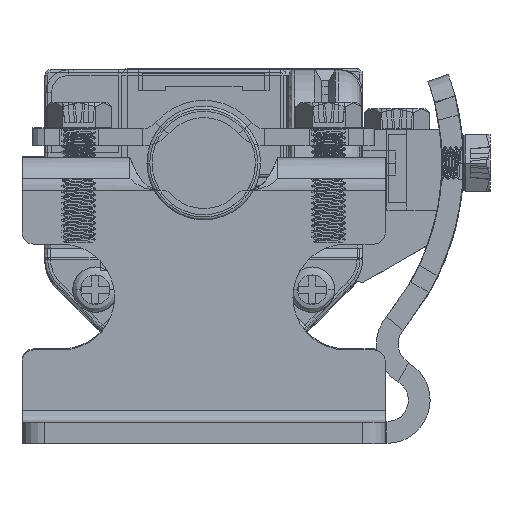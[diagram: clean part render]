
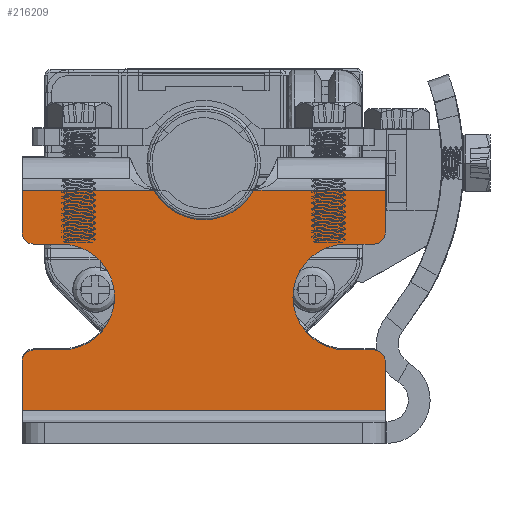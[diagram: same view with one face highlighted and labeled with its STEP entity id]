
A CAD part, front view. The second image highlights one B-rep face of the part: STEP entity #216209.
In plain terms, the highlighted planar face has unit normal (0, -1, 0).
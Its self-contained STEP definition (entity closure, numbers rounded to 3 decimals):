
#205667=CARTESIAN_POINT('',(-3.666,-1.9,21.3));
#205668=DIRECTION('',(0.,-1.,0.));
#205669=DIRECTION('',(0.733,0.,0.68));
#205670=AXIS2_PLACEMENT_3D('',#205667,#205668,#205669);
#205672=CARTESIAN_POINT('',(0.,-1.9,24.7));
#205673=DIRECTION('',(0.,1.,0.));
#205674=DIRECTION('',(0.733,0.,-0.68));
#205675=AXIS2_PLACEMENT_3D('',#205672,#205673,#205674);
#205677=CARTESIAN_POINT('',(3.666,-1.9,21.3));
#205678=DIRECTION('',(0.,-1.,0.));
#205679=DIRECTION('',(0.,0.,1.));
#205680=AXIS2_PLACEMENT_3D('',#205677,#205678,#205679);
#205682=DIRECTION('',(-1.,0.,0.));
#205683=VECTOR('',#205682,0.313);
#205684=CARTESIAN_POINT('',(3.979,-1.9,22.3));
#205685=LINE('',#205684,#205683);
#205686=CARTESIAN_POINT('',(15.,-1.9,18.55));
#205687=DIRECTION('',(0.,-1.,0.));
#205688=DIRECTION('',(0.,0.,-1.));
#205689=AXIS2_PLACEMENT_3D('',#205686,#205687,#205688);
#205691=DIRECTION('',(-1.,0.,0.));
#205692=VECTOR('',#205691,2.5);
#205693=CARTESIAN_POINT('',(15.,-1.9,17.55));
#205694=LINE('',#205693,#205692);
#205695=CARTESIAN_POINT('',(12.5,-1.9,12.9));
#205696=DIRECTION('',(0.,-1.,0.));
#205697=DIRECTION('',(0.,0.,1.));
#205698=AXIS2_PLACEMENT_3D('',#205695,#205696,#205697);
#205700=DIRECTION('',(-1.,0.,0.));
#205701=VECTOR('',#205700,2.5);
#205702=CARTESIAN_POINT('',(15.,-1.9,8.25));
#205703=LINE('',#205702,#205701);
#205704=CARTESIAN_POINT('',(15.,-1.9,7.25));
#205705=DIRECTION('',(0.,-1.,0.));
#205706=DIRECTION('',(1.,0.,0.));
#205707=AXIS2_PLACEMENT_3D('',#205704,#205705,#205706);
#205709=DIRECTION('',(1.,0.,0.));
#205710=VECTOR('',#205709,32.);
#205711=CARTESIAN_POINT('',(-16.,-1.9,2.9));
#205712=LINE('',#205711,#205710);
#205713=CARTESIAN_POINT('',(-15.,-1.9,7.25));
#205714=DIRECTION('',(0.,-1.,0.));
#205715=DIRECTION('',(0.,0.,1.));
#205716=AXIS2_PLACEMENT_3D('',#205713,#205714,#205715);
#205718=DIRECTION('',(1.,0.,0.));
#205719=VECTOR('',#205718,2.5);
#205720=CARTESIAN_POINT('',(-15.,-1.9,8.25));
#205721=LINE('',#205720,#205719);
#205722=CARTESIAN_POINT('',(-12.5,-1.9,12.9));
#205723=DIRECTION('',(0.,-1.,0.));
#205724=DIRECTION('',(0.,0.,-1.));
#205725=AXIS2_PLACEMENT_3D('',#205722,#205723,#205724);
#205727=DIRECTION('',(1.,0.,0.));
#205728=VECTOR('',#205727,2.5);
#205729=CARTESIAN_POINT('',(-15.,-1.9,17.55));
#205730=LINE('',#205729,#205728);
#205731=CARTESIAN_POINT('',(-15.,-1.9,18.55));
#205732=DIRECTION('',(0.,-1.,0.));
#205733=DIRECTION('',(-1.,0.,0.));
#205734=AXIS2_PLACEMENT_3D('',#205731,#205732,#205733);
#205736=DIRECTION('',(-1.,0.,0.));
#205737=VECTOR('',#205736,0.313);
#205738=CARTESIAN_POINT('',(-3.666,-1.9,22.3));
#205739=LINE('',#205738,#205737);
#205995=CARTESIAN_POINT('',(-3.979,-1.9,22.3));
#205997=DIRECTION('',(1.,0.,0.));
#205998=VECTOR('',#205997,12.021);
#205999=CARTESIAN_POINT('',(-16.,-1.9,22.3));
#206000=LINE('',#205999,#205998);
#206497=CARTESIAN_POINT('',(3.979,-1.9,22.3));
#206521=DIRECTION('',(1.,0.,0.));
#206522=VECTOR('',#206521,12.021);
#206523=CARTESIAN_POINT('',(3.979,-1.9,22.3));
#206524=LINE('',#206523,#206522);
#206545=DIRECTION('',(0.,0.,1.));
#206546=VECTOR('',#206545,3.75);
#206547=CARTESIAN_POINT('',(16.,-1.9,18.55));
#206548=LINE('',#206547,#206546);
#206581=DIRECTION('',(0.,0.,1.));
#206582=VECTOR('',#206581,4.35);
#206583=CARTESIAN_POINT('',(16.,-1.9,2.9));
#206584=LINE('',#206583,#206582);
#212622=DIRECTION('',(0.,0.,1.));
#212623=VECTOR('',#212622,3.75);
#212624=CARTESIAN_POINT('',(-16.,-1.9,18.55));
#212625=LINE('',#212624,#212623);
#212646=DIRECTION('',(0.,0.,1.));
#212647=VECTOR('',#212646,4.35);
#212648=CARTESIAN_POINT('',(-16.,-1.9,2.9));
#212649=LINE('',#212648,#212647);
#215195=CARTESIAN_POINT('',(12.5,-1.9,17.55));
#215196=CARTESIAN_POINT('',(12.5,-1.9,8.25));
#215197=VERTEX_POINT('',#215195);
#215198=VERTEX_POINT('',#215196);
#215199=CARTESIAN_POINT('',(-12.5,-1.9,8.25));
#215200=CARTESIAN_POINT('',(-12.5,-1.9,17.55));
#215201=VERTEX_POINT('',#215199);
#215202=VERTEX_POINT('',#215200);
#215227=CARTESIAN_POINT('',(16.,-1.9,7.25));
#215228=VERTEX_POINT('',#215227);
#215229=CARTESIAN_POINT('',(15.,-1.9,8.25));
#215230=VERTEX_POINT('',#215229);
#215235=CARTESIAN_POINT('',(15.,-1.9,17.55));
#215236=VERTEX_POINT('',#215235);
#215237=CARTESIAN_POINT('',(16.,-1.9,18.55));
#215238=VERTEX_POINT('',#215237);
#215243=CARTESIAN_POINT('',(-16.,-1.9,18.55));
#215244=VERTEX_POINT('',#215243);
#215245=CARTESIAN_POINT('',(-15.,-1.9,17.55));
#215246=VERTEX_POINT('',#215245);
#215251=CARTESIAN_POINT('',(-15.,-1.9,8.25));
#215252=VERTEX_POINT('',#215251);
#215253=CARTESIAN_POINT('',(-16.,-1.9,7.25));
#215254=VERTEX_POINT('',#215253);
#215263=CARTESIAN_POINT('',(-16.,-1.9,2.9));
#215264=VERTEX_POINT('',#215263);
#215265=CARTESIAN_POINT('',(-16.,-1.9,22.3));
#215266=VERTEX_POINT('',#215265);
#215267=CARTESIAN_POINT('',(16.,-1.9,2.9));
#215268=VERTEX_POINT('',#215267);
#215269=CARTESIAN_POINT('',(16.,-1.9,22.3));
#215270=VERTEX_POINT('',#215269);
#215361=VERTEX_POINT('',#205995);
#215362=VERTEX_POINT('',#206497);
#215371=CARTESIAN_POINT('',(-2.933,-1.9,21.98));
#215372=VERTEX_POINT('',#215371);
#215373=CARTESIAN_POINT('',(-3.666,-1.9,22.3));
#215374=VERTEX_POINT('',#215373);
#215379=CARTESIAN_POINT('',(3.666,-1.9,22.3));
#215380=VERTEX_POINT('',#215379);
#215381=CARTESIAN_POINT('',(2.933,-1.9,21.98));
#215382=VERTEX_POINT('',#215381);
#216159=CARTESIAN_POINT('',(-16.,-1.9,2.9));
#216160=DIRECTION('',(0.,1.,0.));
#216161=DIRECTION('',(0.,0.,1.));
#216162=AXIS2_PLACEMENT_3D('',#216159,#216160,#216161);
#216163=PLANE('',#216162);
#216165=ORIENTED_EDGE('',*,*,#216164,.F.);
#216167=ORIENTED_EDGE('',*,*,#216166,.F.);
#216169=ORIENTED_EDGE('',*,*,#216168,.F.);
#216171=ORIENTED_EDGE('',*,*,#216170,.F.);
#216173=ORIENTED_EDGE('',*,*,#216172,.T.);
#216175=ORIENTED_EDGE('',*,*,#216174,.F.);
#216177=ORIENTED_EDGE('',*,*,#216176,.F.);
#216179=ORIENTED_EDGE('',*,*,#216178,.T.);
#216181=ORIENTED_EDGE('',*,*,#216180,.T.);
#216183=ORIENTED_EDGE('',*,*,#216182,.F.);
#216185=ORIENTED_EDGE('',*,*,#216184,.F.);
#216187=ORIENTED_EDGE('',*,*,#216186,.F.);
#216188=ORIENTED_EDGE('',*,*,#216152,.F.);
#216190=ORIENTED_EDGE('',*,*,#216189,.T.);
#216192=ORIENTED_EDGE('',*,*,#216191,.F.);
#216194=ORIENTED_EDGE('',*,*,#216193,.T.);
#216196=ORIENTED_EDGE('',*,*,#216195,.T.);
#216198=ORIENTED_EDGE('',*,*,#216197,.F.);
#216200=ORIENTED_EDGE('',*,*,#216199,.F.);
#216202=ORIENTED_EDGE('',*,*,#216201,.T.);
#216204=ORIENTED_EDGE('',*,*,#216203,.T.);
#216206=ORIENTED_EDGE('',*,*,#216205,.F.);
#216207=EDGE_LOOP('',(#216165,#216167,#216169,#216171,#216173,#216175,#216177,
#216179,#216181,#216183,#216185,#216187,#216188,#216190,#216192,#216194,#216196,
#216198,#216200,#216202,#216204,#216206));
#216208=FACE_OUTER_BOUND('',#216207,.F.);
#216209=ADVANCED_FACE('',(#216208),#216163,.F.);
#205671=CIRCLE('',#205670,1.);
#205676=CIRCLE('',#205675,4.);
#205681=CIRCLE('',#205680,1.);
#205690=CIRCLE('',#205689,1.);
#205699=CIRCLE('',#205698,4.65);
#205708=CIRCLE('',#205707,1.);
#205717=CIRCLE('',#205716,1.);
#205726=CIRCLE('',#205725,4.65);
#205735=CIRCLE('',#205734,1.);
#216152=EDGE_CURVE('',#215264,#215268,#205712,.T.);
#216164=EDGE_CURVE('',#215372,#215374,#205671,.T.);
#216166=EDGE_CURVE('',#215382,#215372,#205676,.T.);
#216168=EDGE_CURVE('',#215380,#215382,#205681,.T.);
#216170=EDGE_CURVE('',#215362,#215380,#205685,.T.);
#216172=EDGE_CURVE('',#215362,#215270,#206524,.T.);
#216174=EDGE_CURVE('',#215238,#215270,#206548,.T.);
#216176=EDGE_CURVE('',#215236,#215238,#205690,.T.);
#216178=EDGE_CURVE('',#215236,#215197,#205694,.T.);
#216180=EDGE_CURVE('',#215197,#215198,#205699,.T.);
#216182=EDGE_CURVE('',#215230,#215198,#205703,.T.);
#216184=EDGE_CURVE('',#215228,#215230,#205708,.T.);
#216186=EDGE_CURVE('',#215268,#215228,#206584,.T.);
#216189=EDGE_CURVE('',#215264,#215254,#212649,.T.);
#216191=EDGE_CURVE('',#215252,#215254,#205717,.T.);
#216193=EDGE_CURVE('',#215252,#215201,#205721,.T.);
#216195=EDGE_CURVE('',#215201,#215202,#205726,.T.);
#216197=EDGE_CURVE('',#215246,#215202,#205730,.T.);
#216199=EDGE_CURVE('',#215244,#215246,#205735,.T.);
#216201=EDGE_CURVE('',#215244,#215266,#212625,.T.);
#216203=EDGE_CURVE('',#215266,#215361,#206000,.T.);
#216205=EDGE_CURVE('',#215374,#215361,#205739,.T.);
